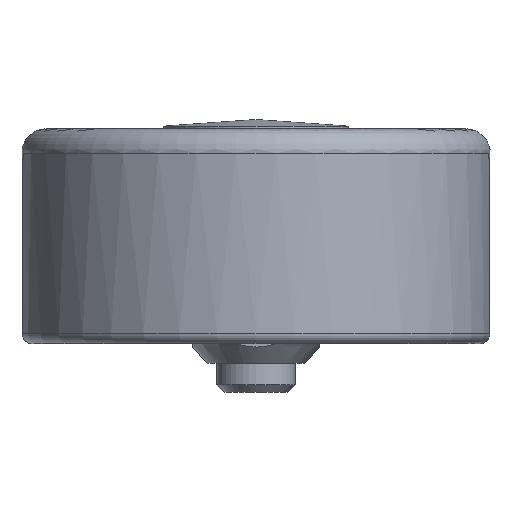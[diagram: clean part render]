
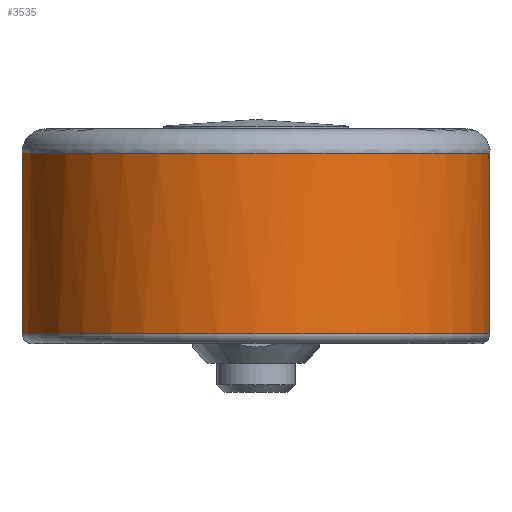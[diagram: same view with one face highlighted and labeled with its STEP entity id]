
A CAD part, left-side view. The second image highlights one B-rep face of the part: STEP entity #3535.
In plain terms, the highlighted cylindrical face has radius 24 mm (diameter 48 mm), a partial arc.
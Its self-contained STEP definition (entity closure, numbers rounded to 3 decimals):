
#309=ELLIPSE('',#3900,33.941,24.);
#314=ELLIPSE('',#3966,33.941,24.);
#322=B_SPLINE_CURVE_WITH_KNOTS('',3,(#5684,#5685,#5686,#5687,#5688,#5689,
#5690,#5691,#5692,#5693,#5694,#5695,#5696,#5697,#5698,#5699),
 .UNSPECIFIED.,.F.,.F.,(4,2,2,2,2,2,2,4),(1.045,1.236,
1.428,1.474,1.52,1.533,1.539,
1.546),.UNSPECIFIED.);
#327=B_SPLINE_CURVE_WITH_KNOTS('',3,(#5778,#5779,#5780,#5781,#5782,#5783,
#5784,#5785,#5786,#5787,#5788,#5789,#5790,#5791),.UNSPECIFIED.,.F.,.F.,
(4,2,2,2,2,2,4),(1.55,1.556,1.563,1.597,
1.691,1.784,2.055),.UNSPECIFIED.);
#356=LINE('',#5774,#544);
#365=LINE('',#5821,#553);
#544=VECTOR('',#4474,10.);
#553=VECTOR('',#4511,10.);
#732=CYLINDRICAL_SURFACE('',#3967,24.);
#820=FACE_OUTER_BOUND('',#1061,.T.);
#1061=EDGE_LOOP('',(#2621,#2622,#2623,#2624,#2625,#2626,#2627,#2628));
#1378=CIRCLE('',#3959,24.);
#1379=CIRCLE('',#3968,24.);
#1609=VERTEX_POINT('',#5667);
#1610=VERTEX_POINT('',#5669);
#1613=VERTEX_POINT('',#5682);
#1628=VERTEX_POINT('',#5755);
#1630=VERTEX_POINT('',#5772);
#1631=VERTEX_POINT('',#5776);
#1640=VERTEX_POINT('',#5819);
#1672=VERTEX_POINT('',#5916);
#1962=EDGE_CURVE('',#1609,#1610,#309,.F.);
#1967=EDGE_CURVE('',#1613,#1609,#322,.F.);
#1989=EDGE_CURVE('',#1630,#1628,#356,.T.);
#1991=EDGE_CURVE('',#1631,#1630,#327,.F.);
#2006=EDGE_CURVE('',#1613,#1640,#365,.T.);
#2050=EDGE_CURVE('',#1610,#1672,#1378,.T.);
#2060=EDGE_CURVE('',#1672,#1631,#314,.F.);
#2061=EDGE_CURVE('',#1628,#1640,#1379,.T.);
#2621=ORIENTED_EDGE('',*,*,#2050,.F.);
#2622=ORIENTED_EDGE('',*,*,#1962,.F.);
#2623=ORIENTED_EDGE('',*,*,#1967,.F.);
#2624=ORIENTED_EDGE('',*,*,#2006,.T.);
#2625=ORIENTED_EDGE('',*,*,#2061,.F.);
#2626=ORIENTED_EDGE('',*,*,#1989,.F.);
#2627=ORIENTED_EDGE('',*,*,#1991,.F.);
#2628=ORIENTED_EDGE('',*,*,#2060,.F.);
#3535=ADVANCED_FACE('',(#820),#732,.T.);
#3900=AXIS2_PLACEMENT_3D('',#5670,#4431,#4432);
#3959=AXIS2_PLACEMENT_3D('',#5917,#4595,#4596);
#3966=AXIS2_PLACEMENT_3D('',#5946,#4615,#4616);
#3967=AXIS2_PLACEMENT_3D('',#5947,#4617,#4618);
#3968=AXIS2_PLACEMENT_3D('',#5948,#4619,#4620);
#4431=DIRECTION('center_axis',(0.034,0.706,0.707));
#4432=DIRECTION('ref_axis',(-0.034,-0.706,0.707));
#4474=DIRECTION('',(0.,0.,-1.));
#4511=DIRECTION('',(0.,0.,-1.));
#4595=DIRECTION('center_axis',(0.,0.,1.));
#4596=DIRECTION('ref_axis',(-1.,0.,0.));
#4615=DIRECTION('center_axis',(0.034,-0.706,0.707));
#4616=DIRECTION('ref_axis',(0.034,-0.706,-0.707));
#4617=DIRECTION('center_axis',(0.,0.,1.));
#4618=DIRECTION('ref_axis',(-1.,0.,0.));
#4619=DIRECTION('center_axis',(0.,0.,-1.));
#4620=DIRECTION('ref_axis',(-1.,0.,0.));
#5667=CARTESIAN_POINT('',(7.1,22.926,0.622));
#5669=CARTESIAN_POINT('',(19.159,14.454,8.5));
#5670=CARTESIAN_POINT('Origin',(0.,0.,23.865));
#5682=CARTESIAN_POINT('',(2.258,23.894,-1.146));
#5684=CARTESIAN_POINT('Ctrl Pts',(7.1,22.926,0.622));
#5685=CARTESIAN_POINT('Ctrl Pts',(6.509,23.109,0.468));
#5686=CARTESIAN_POINT('Ctrl Pts',(5.856,23.284,0.281));
#5687=CARTESIAN_POINT('Ctrl Pts',(4.546,23.575,-0.122));
#5688=CARTESIAN_POINT('Ctrl Pts',(3.888,23.691,-0.336));
#5689=CARTESIAN_POINT('Ctrl Pts',(3.152,23.793,-0.609));
#5690=CARTESIAN_POINT('Ctrl Pts',(2.997,23.813,-0.669));
#5691=CARTESIAN_POINT('Ctrl Pts',(2.69,23.849,-0.798));
#5692=CARTESIAN_POINT('Ctrl Pts',(2.539,23.866,-0.866));
#5693=CARTESIAN_POINT('Ctrl Pts',(2.377,23.882,-0.975));
#5694=CARTESIAN_POINT('Ctrl Pts',(2.339,23.886,-1.003));
#5695=CARTESIAN_POINT('Ctrl Pts',(2.295,23.89,-1.051));
#5696=CARTESIAN_POINT('Ctrl Pts',(2.282,23.891,-1.068));
#5697=CARTESIAN_POINT('Ctrl Pts',(2.263,23.893,-1.105));
#5698=CARTESIAN_POINT('Ctrl Pts',(2.258,23.894,-1.124));
#5699=CARTESIAN_POINT('Ctrl Pts',(2.258,23.894,-1.146));
#5755=CARTESIAN_POINT('',(2.258,-23.894,-10.));
#5772=CARTESIAN_POINT('',(2.258,-23.894,-1.146));
#5774=CARTESIAN_POINT('',(2.258,-23.894,0.));
#5776=CARTESIAN_POINT('',(7.1,-22.926,0.622));
#5778=CARTESIAN_POINT('Ctrl Pts',(2.258,-23.894,-1.146));
#5779=CARTESIAN_POINT('Ctrl Pts',(2.258,-23.894,-1.124));
#5780=CARTESIAN_POINT('Ctrl Pts',(2.264,-23.893,-1.102));
#5781=CARTESIAN_POINT('Ctrl Pts',(2.285,-23.891,-1.063));
#5782=CARTESIAN_POINT('Ctrl Pts',(2.3,-23.89,-1.044));
#5783=CARTESIAN_POINT('Ctrl Pts',(2.394,-23.88,-0.947));
#5784=CARTESIAN_POINT('Ctrl Pts',(2.516,-23.868,-0.885));
#5785=CARTESIAN_POINT('Ctrl Pts',(2.897,-23.826,-0.699));
#5786=CARTESIAN_POINT('Ctrl Pts',(3.217,-23.786,-0.582));
#5787=CARTESIAN_POINT('Ctrl Pts',(3.856,-23.69,-0.354));
#5788=CARTESIAN_POINT('Ctrl Pts',(4.178,-23.635,-0.247));
#5789=CARTESIAN_POINT('Ctrl Pts',(5.313,-23.42,0.123));
#5790=CARTESIAN_POINT('Ctrl Pts',(6.204,-23.203,0.388));
#5791=CARTESIAN_POINT('Ctrl Pts',(7.1,-22.926,0.622));
#5819=CARTESIAN_POINT('',(2.258,23.894,-10.));
#5821=CARTESIAN_POINT('',(2.258,23.894,0.));
#5916=CARTESIAN_POINT('',(19.159,-14.454,8.5));
#5917=CARTESIAN_POINT('Origin',(0.,0.,8.5));
#5946=CARTESIAN_POINT('Origin',(0.,0.,23.865));
#5947=CARTESIAN_POINT('Origin',(0.,0.,0.));
#5948=CARTESIAN_POINT('Origin',(0.,0.,-10.));
